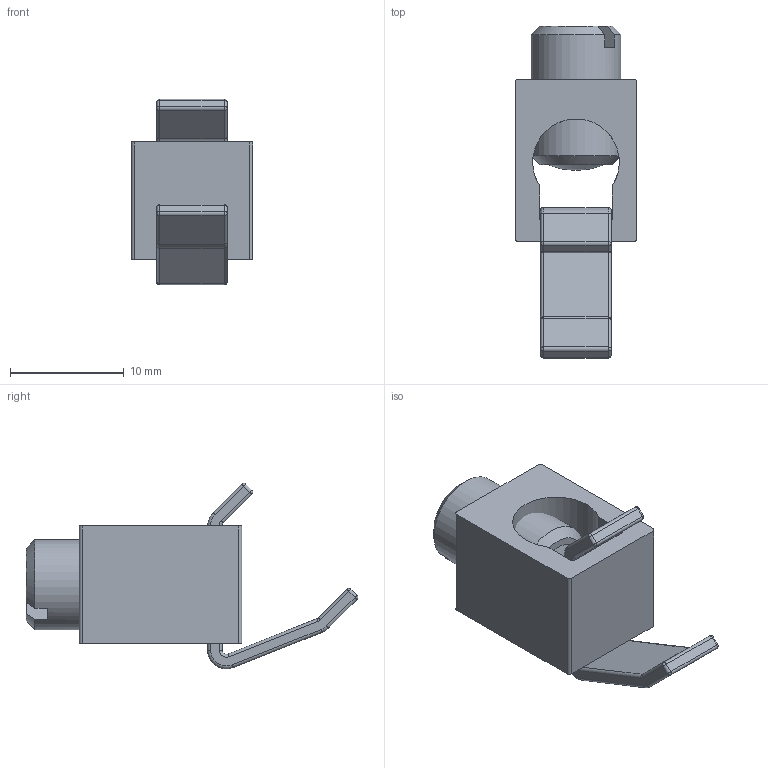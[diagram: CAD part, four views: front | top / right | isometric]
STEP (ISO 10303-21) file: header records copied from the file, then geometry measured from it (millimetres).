
FILE_DESCRIPTION(/* description */ (''),/* implementation_level */ '2;1');
FILE_NAME(/* name */ 'B2A-PCB-45-150-SS.stp',/* time_stamp */ '2015-12-08T13:20:05-05:00',/* author */ ('tsmith'),/* organization */ (''),/* preprocessor_version */ 'ST-DEVELOPER v15.6',/* originating_system */ 'Autodesk Inventor 2015',/* authorisation */ '');
FILE_SCHEMA (('AUTOMOTIVE_DESIGN { 1 0 10303 214 3 1 1 }'));
Length unit declared in the file: inch
Products named in the file (4): B2A; 14257-45-150; 12786; B2A-PCB-45-150-SS
Assembly tree (3 placements, depth 2):
  B2A-PCB-45-150-SS
    B2A
    14257-45-150
    12786
Bounding box: 10.69 x 29.2 x 16.32 mm (x, y, z)
Volume: 1640 mm3; surface area: 1863.9 mm2
Topology: 3 solids, 3 shells, 98 faces, 235 edges, 135 vertices
Faces by surface type: cylinder 41, plane 29, torus 12, sphere 9, cone 7
Full cylindrical faces by diameter (mm): 6.782 x1, 7.925 x1
Entity records: 2879 total; most frequent: CARTESIAN_POINT 559, DIRECTION 514, ORIENTED_EDGE 434, EDGE_CURVE 217, AXIS2_PLACEMENT_3D 205, VERTEX_POINT 131, EDGE_LOOP 108, LINE 104
